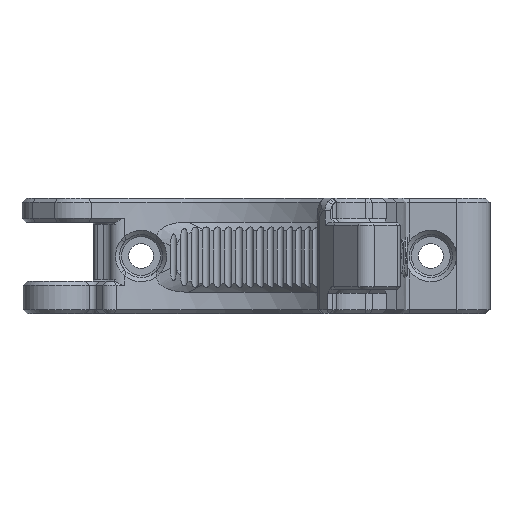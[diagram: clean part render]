
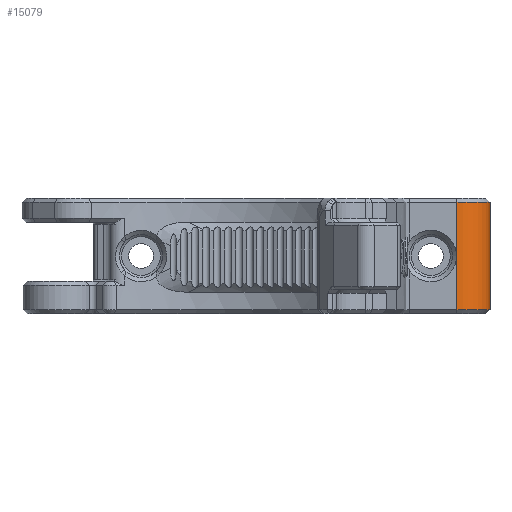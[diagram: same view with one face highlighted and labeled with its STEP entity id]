
A CAD part, front view. The second image highlights one B-rep face of the part: STEP entity #15079.
In plain terms, the highlighted cylindrical face has radius 8 mm (diameter 16 mm), a partial arc.
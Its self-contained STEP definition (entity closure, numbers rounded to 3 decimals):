
#588=CYLINDRICAL_SURFACE('',#15693,8.);
#853=CIRCLE('',#15694,8.);
#854=CIRCLE('',#15695,8.);
#1719=FACE_OUTER_BOUND('',#2583,.T.);
#2583=EDGE_LOOP('',(#13739,#13740,#13741,#13742));
#4504=LINE('',#33043,#5543);
#4638=LINE('',#35651,#5677);
#5543=VECTOR('',#17263,10.);
#5677=VECTOR('',#17799,10.);
#6964=VERTEX_POINT('',#33040);
#6965=VERTEX_POINT('',#33042);
#7171=VERTEX_POINT('',#35648);
#7172=VERTEX_POINT('',#35650);
#9065=EDGE_CURVE('',#6964,#6965,#4504,.T.);
#9395=EDGE_CURVE('',#7171,#6964,#853,.T.);
#9396=EDGE_CURVE('',#7171,#7172,#4638,.T.);
#9397=EDGE_CURVE('',#6965,#7172,#854,.T.);
#13739=ORIENTED_EDGE('',*,*,#9395,.F.);
#13740=ORIENTED_EDGE('',*,*,#9396,.T.);
#13741=ORIENTED_EDGE('',*,*,#9397,.F.);
#13742=ORIENTED_EDGE('',*,*,#9065,.F.);
#15079=ADVANCED_FACE('',(#1719),#588,.T.);
#15693=AXIS2_PLACEMENT_3D('',#35647,#17795,#17796);
#15694=AXIS2_PLACEMENT_3D('',#35649,#17797,#17798);
#15695=AXIS2_PLACEMENT_3D('',#35652,#17800,#17801);
#17263=DIRECTION('',(0.,0.,-1.));
#17795=DIRECTION('center_axis',(0.,0.,
-1.));
#17796=DIRECTION('ref_axis',(0.,-1.,0.));
#17797=DIRECTION('center_axis',(0.,0.,
1.));
#17798=DIRECTION('ref_axis',(0.,-1.,0.));
#17799=DIRECTION('',(0.,0.,-1.));
#17800=DIRECTION('center_axis',(0.,0.,
-1.));
#17801=DIRECTION('ref_axis',(0.,-1.,0.));
#33040=CARTESIAN_POINT('',(61.694,-0.075,27.));
#33042=CARTESIAN_POINT('',(61.694,-0.075,1.));
#33043=CARTESIAN_POINT('',(61.694,-0.075,28.));
#35647=CARTESIAN_POINT('Origin',(61.694,-8.075,28.));
#35648=CARTESIAN_POINT('',(61.695,-16.075,27.));
#35649=CARTESIAN_POINT('Origin',(61.694,-8.075,27.));
#35650=CARTESIAN_POINT('',(61.695,-16.075,1.));
#35651=CARTESIAN_POINT('',(61.695,-16.075,28.));
#35652=CARTESIAN_POINT('Origin',(61.694,-8.075,1.));
